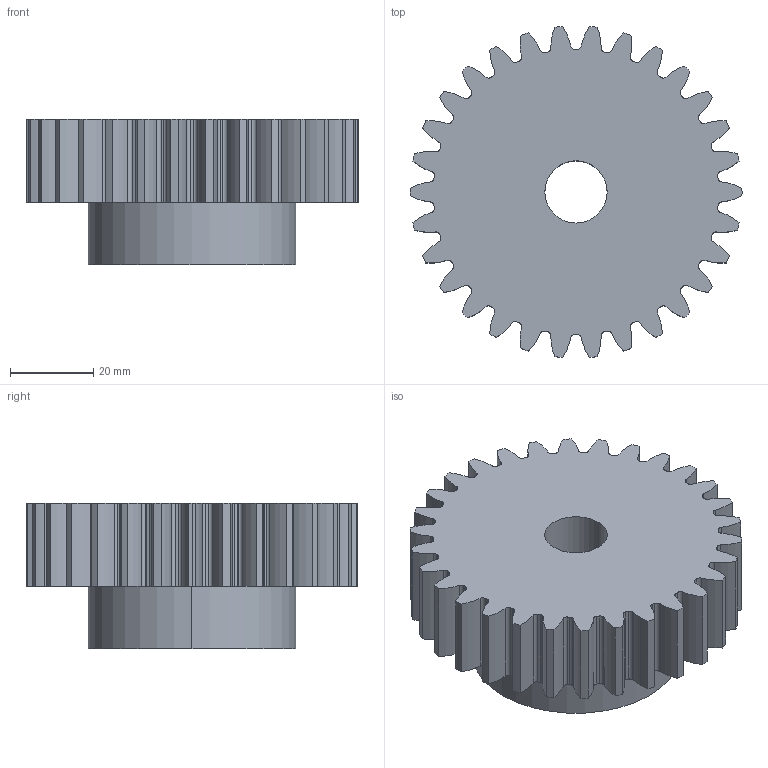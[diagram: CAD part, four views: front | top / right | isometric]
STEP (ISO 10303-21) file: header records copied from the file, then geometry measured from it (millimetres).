
FILE_DESCRIPTION (( 'STEP AP214' ), '1' );
FILE_NAME ('111-025-430.STEP', '2011-07-21T14:07:13', ( 'WMH Herion Antriebstechnik GmbH' ), ( 'WMH Herion Antriebstechnik GmbH' ), 'SwSTEP 2.0', 'SolidWorks 2010', '' );
FILE_SCHEMA (( 'AUTOMOTIVE_DESIGN' ));
Length unit declared in the file: millimetre
Products named in the file (1): 111-025-430
Bounding box: 80 x 79.73 x 35 mm (x, y, z)
Volume: 110712.9 mm3; surface area: 21673.7 mm2
Topology: 1 solids, 1 shells, 206 faces, 609 edges, 406 vertices
Faces by surface type: cylinder 203, plane 3
Entity records: 9432 total; most frequent: DIRECTION 1429, CARTESIAN_POINT 1222, ORIENTED_EDGE 1218, AXIS2_PLACEMENT_3D 613, EDGE_CURVE 609, CIRCLE 406, VERTEX_POINT 406, EDGE_LOOP 209
